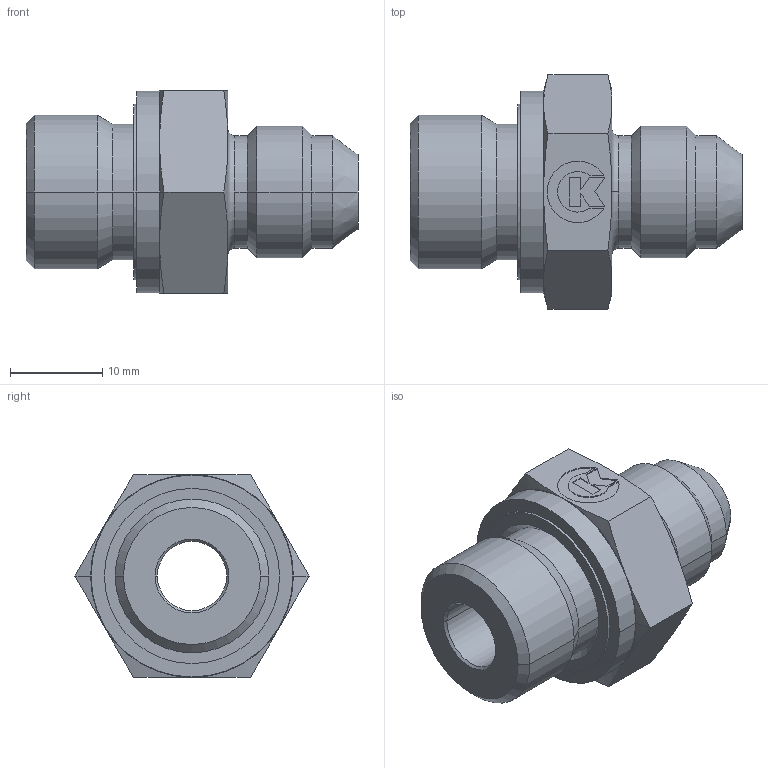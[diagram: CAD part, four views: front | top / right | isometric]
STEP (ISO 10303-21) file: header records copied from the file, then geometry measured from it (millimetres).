
FILE_DESCRIPTION( ( '' ), '1' );
FILE_NAME( '1911038.stp', '2012-07-30T08:00:32', ( '' ), ( '' ), ' ', ' ', ' ' );
FILE_SCHEMA( ( 'CONFIG_CONTROL_DESIGN' ) );
Length unit declared in the file: millimetre
Products named in the file (1): 1
Bounding box: 36 x 25.4 x 22 mm (x, y, z)
Volume: 6703.1 mm3; surface area: 3554.7 mm2
Topology: 1 solids, 1 shells, 98 faces, 229 edges, 141 vertices
Faces by surface type: plane 42, cone 30, cylinder 24, torus 2
Entity records: 2796 total; most frequent: CARTESIAN_POINT 517, DIRECTION 482, ORIENTED_EDGE 458, EDGE_CURVE 229, AXIS2_PLACEMENT_3D 178, VERTEX_POINT 141, LINE 126, VECTOR 126
